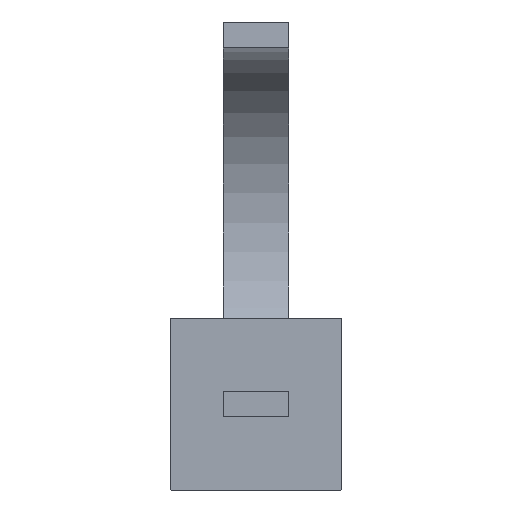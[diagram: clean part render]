
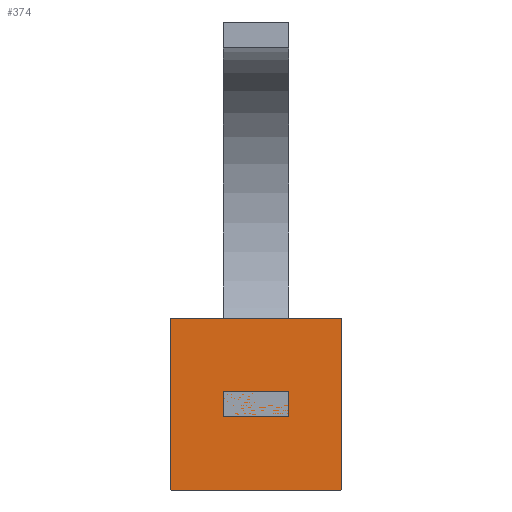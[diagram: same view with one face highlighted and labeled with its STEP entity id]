
A CAD part, front view. The second image highlights one B-rep face of the part: STEP entity #374.
In plain terms, the highlighted planar face has unit normal (0, -1, 0).
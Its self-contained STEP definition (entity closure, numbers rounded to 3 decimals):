
#1 = EDGE_CURVE ( 'NONE', #260, #918, #455, .T. ) ;
#25 = ORIENTED_EDGE ( 'NONE', *, *, #783, .T. ) ;
#48 = AXIS2_PLACEMENT_3D ( 'NONE', #1054, #581, #68 ) ;
#61 = CARTESIAN_POINT ( 'NONE',  ( -65., 0., 65. ) ) ;
#68 = DIRECTION ( 'NONE',  ( 0., 0., 1. ) ) ;
#70 = LINE ( 'NONE', #74, #930 ) ;
#74 = CARTESIAN_POINT ( 'NONE',  ( -65., 0., -65. ) ) ;
#75 = ORIENTED_EDGE ( 'NONE', *, *, #533, .T. ) ;
#91 = LINE ( 'NONE', #649, #812 ) ;
#123 = LINE ( 'NONE', #442, #974 ) ;
#133 = VERTEX_POINT ( 'NONE', #704 ) ;
#137 = PLANE ( 'NONE',  #842 ) ;
#139 = ORIENTED_EDGE ( 'NONE', *, *, #340, .F. ) ;
#159 = DIRECTION ( 'NONE',  ( 0., 0., 1. ) ) ;
#160 = VECTOR ( 'NONE', #670, 1000. ) ;
#166 = CARTESIAN_POINT ( 'NONE',  ( -65., 0., 64.2 ) ) ;
#211 = AXIS2_PLACEMENT_3D ( 'NONE', #329, #902, #421 ) ;
#220 = VERTEX_POINT ( 'NONE', #672 ) ;
#260 = VERTEX_POINT ( 'NONE', #833 ) ;
#270 = DIRECTION ( 'NONE',  ( 0., -1., 0. ) ) ;
#311 = FACE_OUTER_BOUND ( 'NONE', #870, .T. ) ;
#313 = DIRECTION ( 'NONE',  ( 1., 0., 0. ) ) ;
#325 = DIRECTION ( 'NONE',  ( 0., -1., 0. ) ) ;
#329 = CARTESIAN_POINT ( 'NONE',  ( -64.2, 0., 64.2 ) ) ;
#340 = EDGE_CURVE ( 'NONE', #220, #564, #91, .T. ) ;
#355 = AXIS2_PLACEMENT_3D ( 'NONE', #760, #270, #849 ) ;
#374 = ADVANCED_FACE ( 'NONE', ( #311 ), #137, .F. ) ;
#404 = DIRECTION ( 'NONE',  ( 0., 1., 0. ) ) ;
#421 = DIRECTION ( 'NONE',  ( 0., 0., 1. ) ) ;
#434 = VERTEX_POINT ( 'NONE', #769 ) ;
#441 = CIRCLE ( 'NONE', #355, 0.8 ) ;
#442 = CARTESIAN_POINT ( 'NONE',  ( -65., 0., 65. ) ) ;
#455 = LINE ( 'NONE', #667, #160 ) ;
#496 = DIRECTION ( 'NONE',  ( 0., 0., 1. ) ) ;
#511 = CARTESIAN_POINT ( 'NONE',  ( -65., 0., -64.2 ) ) ;
#515 = EDGE_CURVE ( 'NONE', #434, #133, #123, .T. ) ;
#533 = EDGE_CURVE ( 'NONE', #434, #699, #762, .T. ) ;
#564 = VERTEX_POINT ( 'NONE', #826 ) ;
#579 = CARTESIAN_POINT ( 'NONE',  ( -64.2, 0., -65. ) ) ;
#581 = DIRECTION ( 'NONE',  ( 0., -1., 0. ) ) ;
#607 = EDGE_CURVE ( 'NONE', #1049, #699, #70, .T. ) ;
#610 = ORIENTED_EDGE ( 'NONE', *, *, #515, .F. ) ;
#649 = CARTESIAN_POINT ( 'NONE',  ( 65., 0., -65. ) ) ;
#653 = CIRCLE ( 'NONE', #48, 0.8 ) ;
#654 = ORIENTED_EDGE ( 'NONE', *, *, #889, .T. ) ;
#667 = CARTESIAN_POINT ( 'NONE',  ( -65., 0., -65. ) ) ;
#670 = DIRECTION ( 'NONE',  ( -1., 0., 0. ) ) ;
#672 = CARTESIAN_POINT ( 'NONE',  ( 65., 0., 64.2 ) ) ;
#699 = VERTEX_POINT ( 'NONE', #166 ) ;
#704 = CARTESIAN_POINT ( 'NONE',  ( 64.2, 0., 65. ) ) ;
#760 = CARTESIAN_POINT ( 'NONE',  ( -64.2, 0., -64.2 ) ) ;
#762 = CIRCLE ( 'NONE', #211, 0.8 ) ;
#769 = CARTESIAN_POINT ( 'NONE',  ( -64.2, 0., 65. ) ) ;
#783 = EDGE_CURVE ( 'NONE', #1049, #918, #441, .T. ) ;
#793 = ORIENTED_EDGE ( 'NONE', *, *, #996, .T. ) ;
#808 = DIRECTION ( 'NONE',  ( 0., 0., -1. ) ) ;
#812 = VECTOR ( 'NONE', #808, 1000. ) ;
#820 = CARTESIAN_POINT ( 'NONE',  ( 64.2, 0., -64.2 ) ) ;
#826 = CARTESIAN_POINT ( 'NONE',  ( 65., 0., -64.2 ) ) ;
#833 = CARTESIAN_POINT ( 'NONE',  ( 64.2, 0., -65. ) ) ;
#842 = AXIS2_PLACEMENT_3D ( 'NONE', #61, #404, #496 ) ;
#849 = DIRECTION ( 'NONE',  ( 0., 0., 1. ) ) ;
#852 = AXIS2_PLACEMENT_3D ( 'NONE', #820, #325, #898 ) ;
#870 = EDGE_LOOP ( 'NONE', ( #610, #75, #959, #25, #963, #654, #139, #793 ) ) ;
#889 = EDGE_CURVE ( 'NONE', #260, #564, #972, .T. ) ;
#898 = DIRECTION ( 'NONE',  ( 0., 0., 1. ) ) ;
#902 = DIRECTION ( 'NONE',  ( 0., -1., 0. ) ) ;
#918 = VERTEX_POINT ( 'NONE', #579 ) ;
#930 = VECTOR ( 'NONE', #159, 1000. ) ;
#959 = ORIENTED_EDGE ( 'NONE', *, *, #607, .F. ) ;
#963 = ORIENTED_EDGE ( 'NONE', *, *, #1, .F. ) ;
#972 = CIRCLE ( 'NONE', #852, 0.8 ) ;
#974 = VECTOR ( 'NONE', #313, 1000. ) ;
#996 = EDGE_CURVE ( 'NONE', #220, #133, #653, .T. ) ;
#1049 = VERTEX_POINT ( 'NONE', #511 ) ;
#1054 = CARTESIAN_POINT ( 'NONE',  ( 64.2, 0., 64.2 ) ) ;
